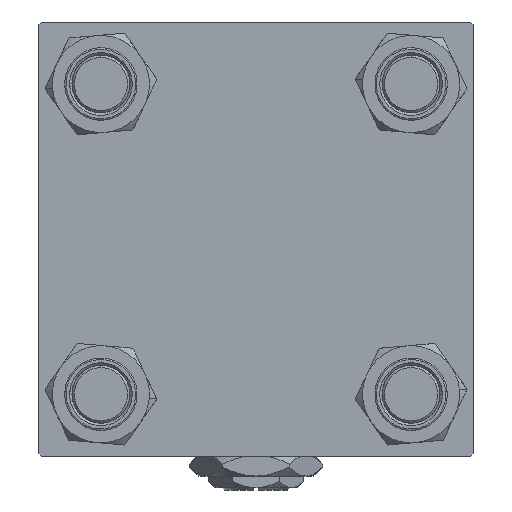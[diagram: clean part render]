
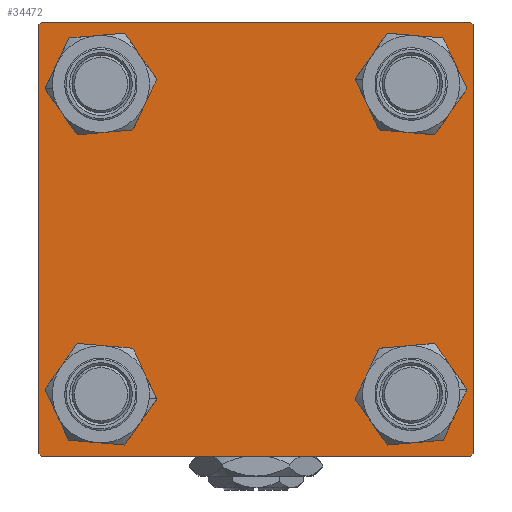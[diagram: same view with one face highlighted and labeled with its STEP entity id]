
A CAD part, left-side view. The second image highlights one B-rep face of the part: STEP entity #34472.
In plain terms, the highlighted planar face has unit normal (-1, 0, 0).
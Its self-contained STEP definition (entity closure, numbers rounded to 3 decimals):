
#11 = CARTESIAN_POINT ( 'NONE',  ( 0., -45., -44.5 ) ) ;
#44 = CARTESIAN_POINT ( 'NONE',  ( 0., 32.15, 32.15 ) ) ;
#154 = CARTESIAN_POINT ( 'NONE',  ( 0., 44.5, -45. ) ) ;
#328 = CARTESIAN_POINT ( 'NONE',  ( 0., -44.75, -44.75 ) ) ;
#770 = CARTESIAN_POINT ( 'NONE',  ( 0., 32.15, 32.15 ) ) ;
#1171 = CIRCLE ( 'NONE', #47315, 6.5 ) ;
#1792 = EDGE_CURVE ( 'NONE', #43283, #21813, #43266, .T. ) ;
#2428 = LINE ( 'NONE', #38461, #21544 ) ;
#2733 = FACE_BOUND ( 'NONE', #15679, .T. ) ;
#3109 = EDGE_CURVE ( 'NONE', #21407, #13818, #38613, .T. ) ;
#3368 = CARTESIAN_POINT ( 'NONE',  ( 0., 32.15, 38.65 ) ) ;
#3811 = DIRECTION ( 'NONE',  ( 0., -1., 0. ) ) ;
#4185 = CARTESIAN_POINT ( 'NONE',  ( 0., -32.15, 38.65 ) ) ;
#4422 = VERTEX_POINT ( 'NONE', #45471 ) ;
#4593 = DIRECTION ( 'NONE',  ( 0., 0., -1. ) ) ;
#4984 = LINE ( 'NONE', #23002, #10309 ) ;
#5258 = EDGE_CURVE ( 'NONE', #35004, #39134, #45189, .T. ) ;
#5873 = CIRCLE ( 'NONE', #16225, 6.5 ) ;
#6307 = EDGE_CURVE ( 'NONE', #29376, #35004, #4984, .T. ) ;
#8205 = ORIENTED_EDGE ( 'NONE', *, *, #51566, .T. ) ;
#8804 = DIRECTION ( 'NONE',  ( 0., 0., -1. ) ) ;
#9260 = ORIENTED_EDGE ( 'NONE', *, *, #5258, .T. ) ;
#9376 = VECTOR ( 'NONE', #3811, 1000. ) ;
#9654 = VERTEX_POINT ( 'NONE', #3368 ) ;
#9674 = ORIENTED_EDGE ( 'NONE', *, *, #24386, .T. ) ;
#9912 = VERTEX_POINT ( 'NONE', #19156 ) ;
#10309 = VECTOR ( 'NONE', #18562, 1000. ) ;
#10403 = DIRECTION ( 'NONE',  ( 1., 0., 0. ) ) ;
#10721 = CARTESIAN_POINT ( 'NONE',  ( 0., -32.15, 32.15 ) ) ;
#12025 = ORIENTED_EDGE ( 'NONE', *, *, #57026, .T. ) ;
#12196 = FACE_BOUND ( 'NONE', #42010, .T. ) ;
#13028 = DIRECTION ( 'NONE',  ( 0., -0.707, 0.707 ) ) ;
#13423 = EDGE_CURVE ( 'NONE', #9912, #29376, #51128, .T. ) ;
#13818 = VERTEX_POINT ( 'NONE', #28709 ) ;
#13926 = DIRECTION ( 'NONE',  ( 1., 0., 0. ) ) ;
#14431 = CIRCLE ( 'NONE', #31356, 6.5 ) ;
#15143 = DIRECTION ( 'NONE',  ( 0., 0., 1. ) ) ;
#15268 = CARTESIAN_POINT ( 'NONE',  ( 0., -32.15, 25.65 ) ) ;
#15679 = EDGE_LOOP ( 'NONE', ( #17270, #19551 ) ) ;
#15746 = DIRECTION ( 'NONE',  ( 0., 0., 1. ) ) ;
#16174 = DIRECTION ( 'NONE',  ( 0., 0.707, 0.707 ) ) ;
#16225 = AXIS2_PLACEMENT_3D ( 'NONE', #42393, #46810, #51257 ) ;
#16472 = CARTESIAN_POINT ( 'NONE',  ( 0., 32.15, -32.15 ) ) ;
#16819 = VECTOR ( 'NONE', #13028, 1000. ) ;
#16916 = EDGE_CURVE ( 'NONE', #4422, #13818, #44261, .T. ) ;
#17270 = ORIENTED_EDGE ( 'NONE', *, *, #24139, .T. ) ;
#17947 = LINE ( 'NONE', #44204, #50450 ) ;
#18062 = DIRECTION ( 'NONE',  ( 0., 0., 1. ) ) ;
#18562 = DIRECTION ( 'NONE',  ( 0., -1., 0. ) ) ;
#18777 = EDGE_LOOP ( 'NONE', ( #21262, #55320, #51375, #9260, #56962, #29878, #44915, #8205 ) ) ;
#19156 = CARTESIAN_POINT ( 'NONE',  ( 0., 45., -44.5 ) ) ;
#19551 = ORIENTED_EDGE ( 'NONE', *, *, #50566, .T. ) ;
#20199 = AXIS2_PLACEMENT_3D ( 'NONE', #29326, #20460, #15746 ) ;
#20460 = DIRECTION ( 'NONE',  ( -1., 0., 0. ) ) ;
#21262 = ORIENTED_EDGE ( 'NONE', *, *, #36412, .T. ) ;
#21407 = VERTEX_POINT ( 'NONE', #54249 ) ;
#21544 = VECTOR ( 'NONE', #46438, 1000. ) ;
#21813 = VERTEX_POINT ( 'NONE', #55329 ) ;
#21978 = DIRECTION ( 'NONE',  ( 1., 0., 0. ) ) ;
#22016 = EDGE_LOOP ( 'NONE', ( #9674, #36142 ) ) ;
#22278 = DIRECTION ( 'NONE',  ( 0., 0., 1. ) ) ;
#22415 = AXIS2_PLACEMENT_3D ( 'NONE', #28421, #10403, #46393 ) ;
#23002 = CARTESIAN_POINT ( 'NONE',  ( 0., 45., -45. ) ) ;
#23137 = CARTESIAN_POINT ( 'NONE',  ( 0., 44.75, -44.75 ) ) ;
#23304 = ORIENTED_EDGE ( 'NONE', *, *, #43911, .T. ) ;
#23947 = EDGE_CURVE ( 'NONE', #41149, #30488, #1171, .T. ) ;
#24139 = EDGE_CURVE ( 'NONE', #9654, #24898, #33197, .T. ) ;
#24295 = CIRCLE ( 'NONE', #22415, 6.5 ) ;
#24386 = EDGE_CURVE ( 'NONE', #21813, #43283, #14431, .T. ) ;
#24898 = VERTEX_POINT ( 'NONE', #46668 ) ;
#25179 = FACE_BOUND ( 'NONE', #53046, .T. ) ;
#26944 = ORIENTED_EDGE ( 'NONE', *, *, #23947, .T. ) ;
#27687 = EDGE_CURVE ( 'NONE', #30488, #41149, #30491, .T. ) ;
#27790 = CARTESIAN_POINT ( 'NONE',  ( 0., 45., 44.5 ) ) ;
#28231 = DIRECTION ( 'NONE',  ( 1., 0., 0. ) ) ;
#28421 = CARTESIAN_POINT ( 'NONE',  ( 0., -32.15, -32.15 ) ) ;
#28709 = CARTESIAN_POINT ( 'NONE',  ( 0., -44.5, 45. ) ) ;
#29326 = CARTESIAN_POINT ( 'NONE',  ( 0., 0., 0. ) ) ;
#29376 = VERTEX_POINT ( 'NONE', #154 ) ;
#29761 = DIRECTION ( 'NONE',  ( 1., 0., 0. ) ) ;
#29878 = ORIENTED_EDGE ( 'NONE', *, *, #3109, .T. ) ;
#30176 = VERTEX_POINT ( 'NONE', #46605 ) ;
#30194 = FACE_BOUND ( 'NONE', #22016, .T. ) ;
#30488 = VERTEX_POINT ( 'NONE', #15268 ) ;
#30491 = CIRCLE ( 'NONE', #50299, 6.5 ) ;
#31356 = AXIS2_PLACEMENT_3D ( 'NONE', #16472, #29761, #53062 ) ;
#33197 = CIRCLE ( 'NONE', #48244, 6.5 ) ;
#33661 = DIRECTION ( 'NONE',  ( 1., 0., 0. ) ) ;
#34472 = ADVANCED_FACE ( 'NONE', ( #12196, #25179, #30194, #2733, #43766 ), #38189, .T. ) ;
#35004 = VERTEX_POINT ( 'NONE', #55234 ) ;
#36142 = ORIENTED_EDGE ( 'NONE', *, *, #1792, .T. ) ;
#36185 = ORIENTED_EDGE ( 'NONE', *, *, #27687, .T. ) ;
#36412 = EDGE_CURVE ( 'NONE', #46757, #9912, #17947, .T. ) ;
#37366 = DIRECTION ( 'NONE',  ( 0., 0., 1. ) ) ;
#37562 = CIRCLE ( 'NONE', #40397, 6.5 ) ;
#38162 = CARTESIAN_POINT ( 'NONE',  ( 0., 45., 45. ) ) ;
#38189 = PLANE ( 'NONE',  #20199 ) ;
#38461 = CARTESIAN_POINT ( 'NONE',  ( 0., 44.75, 44.75 ) ) ;
#38565 = AXIS2_PLACEMENT_3D ( 'NONE', #57978, #21978, #22278 ) ;
#38613 = LINE ( 'NONE', #47442, #46016 ) ;
#39134 = VERTEX_POINT ( 'NONE', #11 ) ;
#39571 = CARTESIAN_POINT ( 'NONE',  ( 0., 32.15, -38.65 ) ) ;
#40397 = AXIS2_PLACEMENT_3D ( 'NONE', #770, #28231, #37366 ) ;
#41149 = VERTEX_POINT ( 'NONE', #4185 ) ;
#41283 = CARTESIAN_POINT ( 'NONE',  ( 0., -32.15, -25.65 ) ) ;
#42010 = EDGE_LOOP ( 'NONE', ( #26944, #36185 ) ) ;
#42393 = CARTESIAN_POINT ( 'NONE',  ( 0., -32.15, -32.15 ) ) ;
#42495 = CARTESIAN_POINT ( 'NONE',  ( 0., -32.15, 32.15 ) ) ;
#43266 = CIRCLE ( 'NONE', #38565, 6.5 ) ;
#43283 = VERTEX_POINT ( 'NONE', #39571 ) ;
#43766 = FACE_OUTER_BOUND ( 'NONE', #18777, .T. ) ;
#43911 = EDGE_CURVE ( 'NONE', #30176, #54095, #24295, .T. ) ;
#44204 = CARTESIAN_POINT ( 'NONE',  ( 0., 45., 45. ) ) ;
#44261 = LINE ( 'NONE', #38162, #9376 ) ;
#44915 = ORIENTED_EDGE ( 'NONE', *, *, #16916, .F. ) ;
#45189 = LINE ( 'NONE', #328, #16819 ) ;
#45471 = CARTESIAN_POINT ( 'NONE',  ( 0., 44.5, 45. ) ) ;
#46016 = VECTOR ( 'NONE', #16174, 1000. ) ;
#46393 = DIRECTION ( 'NONE',  ( 0., 0., 1. ) ) ;
#46438 = DIRECTION ( 'NONE',  ( 0., 0.707, -0.707 ) ) ;
#46605 = CARTESIAN_POINT ( 'NONE',  ( 0., -32.15, -38.65 ) ) ;
#46668 = CARTESIAN_POINT ( 'NONE',  ( 0., 32.15, 25.65 ) ) ;
#46757 = VERTEX_POINT ( 'NONE', #27790 ) ;
#46810 = DIRECTION ( 'NONE',  ( 1., 0., 0. ) ) ;
#47315 = AXIS2_PLACEMENT_3D ( 'NONE', #10721, #55573, #15143 ) ;
#47442 = CARTESIAN_POINT ( 'NONE',  ( 0., -44.75, 44.75 ) ) ;
#48244 = AXIS2_PLACEMENT_3D ( 'NONE', #44, #13926, #18062 ) ;
#49018 = EDGE_CURVE ( 'NONE', #21407, #39134, #55056, .T. ) ;
#49728 = VECTOR ( 'NONE', #4593, 1000. ) ;
#50299 = AXIS2_PLACEMENT_3D ( 'NONE', #42495, #33661, #51639 ) ;
#50450 = VECTOR ( 'NONE', #8804, 1000. ) ;
#50566 = EDGE_CURVE ( 'NONE', #24898, #9654, #37562, .T. ) ;
#51021 = VECTOR ( 'NONE', #55274, 1000. ) ;
#51128 = LINE ( 'NONE', #23137, #51021 ) ;
#51257 = DIRECTION ( 'NONE',  ( 0., 0., 1. ) ) ;
#51375 = ORIENTED_EDGE ( 'NONE', *, *, #6307, .T. ) ;
#51566 = EDGE_CURVE ( 'NONE', #4422, #46757, #2428, .T. ) ;
#51639 = DIRECTION ( 'NONE',  ( 0., 0., 1. ) ) ;
#53046 = EDGE_LOOP ( 'NONE', ( #12025, #23304 ) ) ;
#53062 = DIRECTION ( 'NONE',  ( 0., 0., 1. ) ) ;
#54095 = VERTEX_POINT ( 'NONE', #41283 ) ;
#54185 = CARTESIAN_POINT ( 'NONE',  ( 0., -45., 45. ) ) ;
#54249 = CARTESIAN_POINT ( 'NONE',  ( 0., -45., 44.5 ) ) ;
#55056 = LINE ( 'NONE', #54185, #49728 ) ;
#55234 = CARTESIAN_POINT ( 'NONE',  ( 0., -44.5, -45. ) ) ;
#55274 = DIRECTION ( 'NONE',  ( 0., -0.707, -0.707 ) ) ;
#55320 = ORIENTED_EDGE ( 'NONE', *, *, #13423, .T. ) ;
#55329 = CARTESIAN_POINT ( 'NONE',  ( 0., 32.15, -25.65 ) ) ;
#55573 = DIRECTION ( 'NONE',  ( 1., 0., 0. ) ) ;
#56962 = ORIENTED_EDGE ( 'NONE', *, *, #49018, .F. ) ;
#57026 = EDGE_CURVE ( 'NONE', #54095, #30176, #5873, .T. ) ;
#57978 = CARTESIAN_POINT ( 'NONE',  ( 0., 32.15, -32.15 ) ) ;
